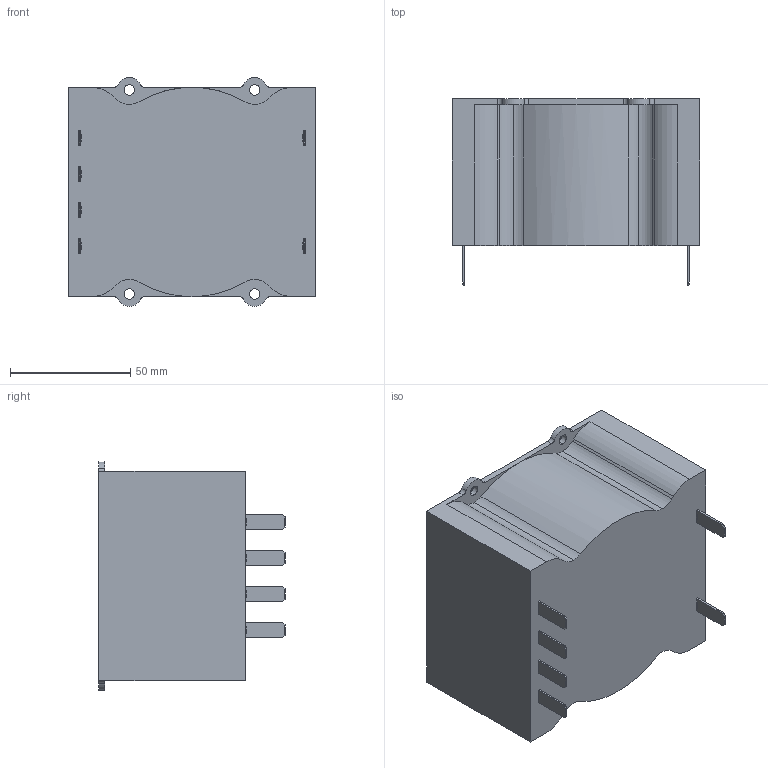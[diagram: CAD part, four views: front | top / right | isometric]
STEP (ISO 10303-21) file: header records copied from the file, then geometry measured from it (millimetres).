
FILE_DESCRIPTION (( 'STEP AP203' ), '1' );
FILE_NAME ('3DP sin pieza.STEP', '2019-02-14T12:06:19', ( 'AdministradorLocal' ), ( 'Microsoft' ), 'SwSTEP 2.0', 'SolidWorks 2018', '' );
FILE_SCHEMA (( 'CONFIG_CONTROL_DESIGN' ));
Length unit declared in the file: millimetre
Products named in the file (1): 3DP sin pieza
Bounding box: 103 x 77.46 x 95.11 mm (x, y, z)
Volume: 518967.1 mm3; surface area: 43538 mm2
Topology: 1 solids, 1 shells, 179 faces, 486 edges, 315 vertices
Faces by surface type: plane 132, cylinder 47
Entity records: 5672 total; most frequent: CARTESIAN_POINT 981, ORIENTED_EDGE 972, DIRECTION 941, EDGE_CURVE 486, VECTOR 391, LINE 391, VERTEX_POINT 315, AXIS2_PLACEMENT_3D 275
